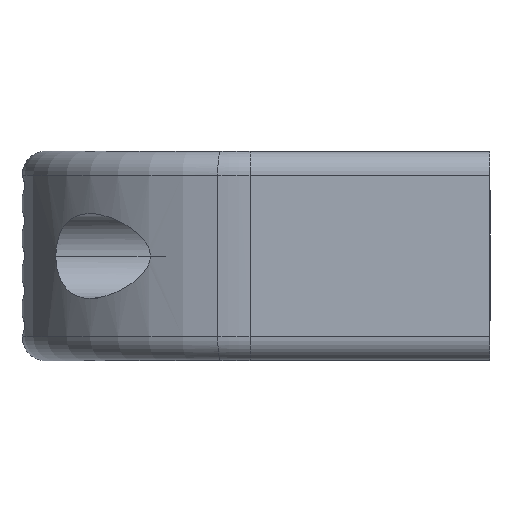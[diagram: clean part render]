
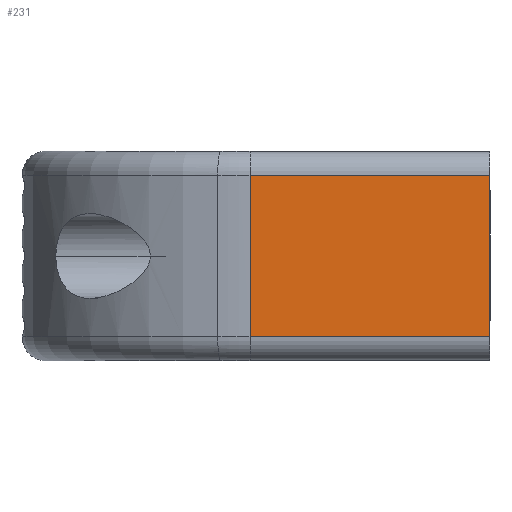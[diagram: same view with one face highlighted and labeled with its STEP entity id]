
A CAD part, left-side view. The second image highlights one B-rep face of the part: STEP entity #231.
In plain terms, the highlighted planar face has unit normal (-1, 0, 0).
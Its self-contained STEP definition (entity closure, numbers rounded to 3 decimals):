
#231=ADVANCED_FACE('',(#475),#476,.T.);
#475=FACE_OUTER_BOUND('',#823,.T.);
#476=PLANE('',#824);
#823=EDGE_LOOP('',(#1459,#1460,#1461,#1462));
#824=AXIS2_PLACEMENT_3D('',#1463,#1464,#1465);
#1459=ORIENTED_EDGE('',*,*,#1827,.F.);
#1460=ORIENTED_EDGE('',*,*,#1824,.T.);
#1461=ORIENTED_EDGE('',*,*,#1786,.T.);
#1462=ORIENTED_EDGE('',*,*,#1610,.T.);
#1463=CARTESIAN_POINT('',(-8.,8.24,-13.));
#1464=DIRECTION('',(-1.0,0.0,0.0));
#1465=DIRECTION('',(0.0,0.0,1.0));
#1610=EDGE_CURVE('',#1911,#1912,#1913,.T.);
#1786=EDGE_CURVE('',#2169,#1911,#2179,.F.);
#1824=EDGE_CURVE('',#2226,#2169,#2227,.T.);
#1827=EDGE_CURVE('',#2226,#1912,#2230,.F.);
#1911=VERTEX_POINT('',#2398);
#1912=VERTEX_POINT('',#2399);
#1913=LINE('',#2400,#2401);
#2169=VERTEX_POINT('',#3261);
#2179=LINE('',#3274,#3275);
#2226=VERTEX_POINT('',#3352);
#2227=LINE('',#3353,#3354);
#2230=LINE('',#3357,#3358);
#2398=CARTESIAN_POINT('',(-8.,0.,-10.));
#2399=CARTESIAN_POINT('',(-8.,0.,10.));
#2400=CARTESIAN_POINT('',(-8.,0.,-6.5));
#2401=VECTOR('',#3484,1.0);
#3261=CARTESIAN_POINT('',(-8.008,29.741,-10.));
#3274=CARTESIAN_POINT('',(-8.,25.44,-10.));
#3275=VECTOR('',#3721,29.74);
#3352=CARTESIAN_POINT('',(-8.,29.74,10.));
#3353=CARTESIAN_POINT('',(-8.,29.74,6.));
#3354=VECTOR('',#3758,1.0);
#3357=CARTESIAN_POINT('',(-8.,25.44,10.));
#3358=VECTOR('',#3762,29.74);
#3484=DIRECTION('',(0.0,-0.0,1.0));
#3721=DIRECTION('',(0.0,1.0,0.0));
#3758=DIRECTION('',(0.,0.,-1.0));
#3762=DIRECTION('',(0.0,1.0,0.0));
